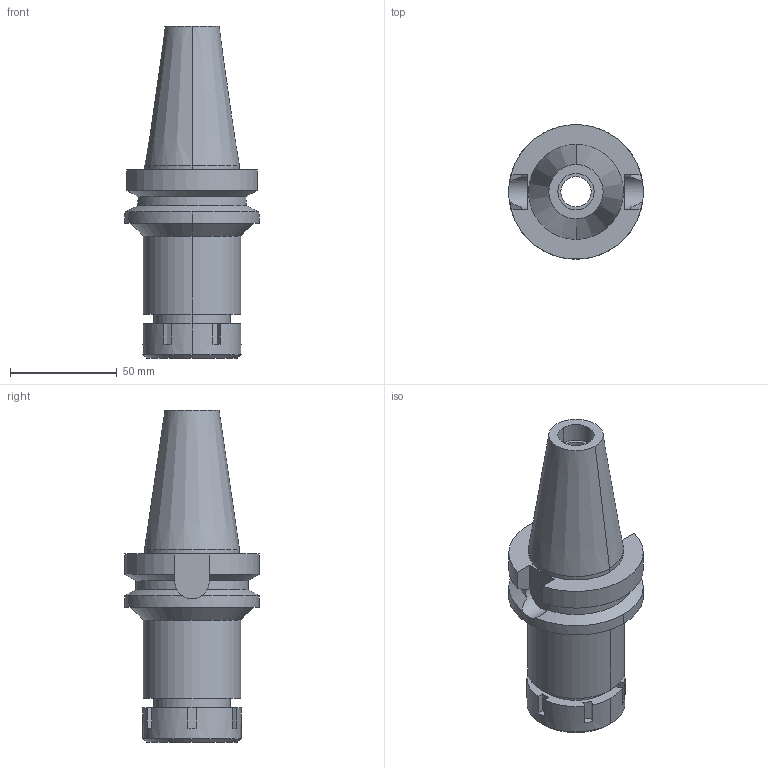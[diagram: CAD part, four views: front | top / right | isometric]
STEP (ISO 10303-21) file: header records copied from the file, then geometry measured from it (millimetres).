
FILE_DESCRIPTION (( 'STEP AP203' ), '1' );
FILE_NAME ('BT40-NBS20-90.stp', '2019-09-13T14:52:37', ( '' ), ( '' ), 'SwSTEP 2.0', 'SolidWorks 2019', '' );
FILE_SCHEMA (( 'CONFIG_CONTROL_DESIGN' ));
Length unit declared in the file: millimetre
Products named in the file (7): DXF_TEMP_ASSY_ASM_4_ASM.stp; BT40-NBS20-90_2.stp; BT40-NBS20-90; BT40-NBS20-90-FreeParts; BT40NB20090-200_ASM.stp; NBN20_1.stp; BT40-NBS20-90.stp
Assembly tree (5 placements, depth 5):
  BT40-NBS20-90
    BT40-NBS20-90.stp
      BT40NB20090-200_ASM.stp
        DXF_TEMP_ASSY_ASM_4_ASM.stp
          BT40-NBS20-90_2.stp
          NBN20_1.stp
  BT40-NBS20-90-FreeParts
Bounding box: 63 x 63 x 155.4 mm (x, y, z)
Volume: 187774 mm3; surface area: 40659.8 mm2
Topology: 2 solids, 2 shells, 88 faces, 217 edges, 143 vertices
Faces by surface type: plane 44, cylinder 30, cone 14
Entity records: 3502 total; most frequent: CARTESIAN_POINT 638, DIRECTION 486, ORIENTED_EDGE 434, EDGE_CURVE 217, AXIS2_PLACEMENT_3D 185, VERTEX_POINT 143, VECTOR 116, LINE 116
